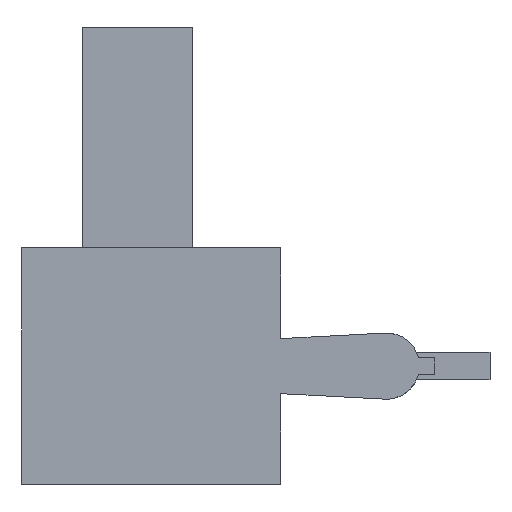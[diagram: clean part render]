
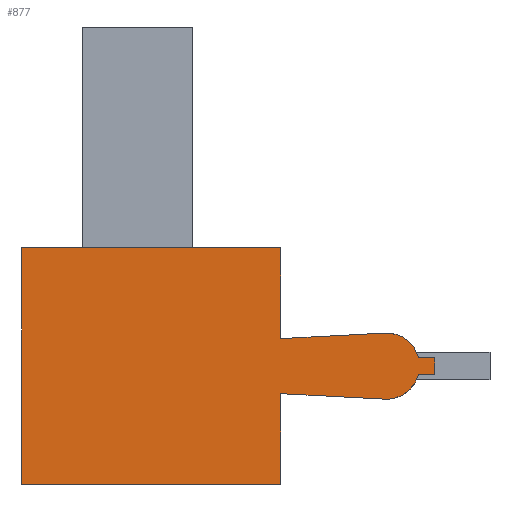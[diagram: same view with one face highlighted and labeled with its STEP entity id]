
A CAD part, left-side view. The second image highlights one B-rep face of the part: STEP entity #877.
In plain terms, the highlighted planar face has unit normal (-1, 0, 0).
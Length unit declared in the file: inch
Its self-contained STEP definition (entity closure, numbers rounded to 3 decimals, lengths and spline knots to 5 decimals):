
#19 = CARTESIAN_POINT ( 'NONE',  ( -0.24803, 0., 0.08465 ) ) ;
#25 = ORIENTED_EDGE ( 'NONE', *, *, #1269, .F. ) ;
#53 = EDGE_CURVE ( 'NONE', #716, #121, #915, .T. ) ;
#58 = VERTEX_POINT ( 'NONE', #922 ) ;
#64 = ORIENTED_EDGE ( 'NONE', *, *, #53, .F. ) ;
#74 = CARTESIAN_POINT ( 'NONE',  ( -0.24803, -0.07427, -0.02362 ) ) ;
#88 = VECTOR ( 'NONE', #1664, 39.37008 ) ;
#109 = EDGE_CURVE ( 'NONE', #152, #524, #1735, .T. ) ;
#121 = VERTEX_POINT ( 'NONE', #214 ) ;
#145 = PLANE ( 'NONE',  #1778 ) ;
#146 = VECTOR ( 'NONE', #766, 39.37008 ) ;
#152 = VERTEX_POINT ( 'NONE', #1274 ) ;
#156 = CARTESIAN_POINT ( 'NONE',  ( -0.24803, 0., -0.01969 ) ) ;
#170 = EDGE_CURVE ( 'NONE', #636, #535, #1127, .T. ) ;
#180 = AXIS2_PLACEMENT_3D ( 'NONE', #1728, #610, #225 ) ;
#214 = CARTESIAN_POINT ( 'NONE',  ( -0.24803, 0.18504, -0.08465 ) ) ;
#225 = DIRECTION ( 'NONE',  ( 0., 0., -1. ) ) ;
#288 = DIRECTION ( 'NONE',  ( 1., 0., 0. ) ) ;
#299 = LINE ( 'NONE', #1699, #1290 ) ;
#310 = VERTEX_POINT ( 'NONE', #968 ) ;
#444 = CARTESIAN_POINT ( 'NONE',  ( -0.24803, -0.11024, -0.00591 ) ) ;
#446 = VECTOR ( 'NONE', #1031, 39.37008 ) ;
#459 = DIRECTION ( 'NONE',  ( 0., 0., 1. ) ) ;
#466 = CARTESIAN_POINT ( 'NONE',  ( -0.24803, -0.11024, 0.00591 ) ) ;
#477 = CARTESIAN_POINT ( 'NONE',  ( -0.24803, -0.09843, 0.00591 ) ) ;
#505 = LINE ( 'NONE', #1360, #560 ) ;
#518 = EDGE_CURVE ( 'NONE', #58, #523, #1713, .T. ) ;
#523 = VERTEX_POINT ( 'NONE', #444 ) ;
#524 = VERTEX_POINT ( 'NONE', #1555 ) ;
#535 = VERTEX_POINT ( 'NONE', #156 ) ;
#538 = DIRECTION ( 'NONE',  ( 0., 0., -1. ) ) ;
#544 = LINE ( 'NONE', #1493, #1200 ) ;
#547 = LINE ( 'NONE', #19, #1071 ) ;
#560 = VECTOR ( 'NONE', #1196, 39.37008 ) ;
#575 = FACE_OUTER_BOUND ( 'NONE', #950, .T. ) ;
#610 = DIRECTION ( 'NONE',  ( 1., 0., 0. ) ) ;
#628 = ORIENTED_EDGE ( 'NONE', *, *, #691, .F. ) ;
#636 = VERTEX_POINT ( 'NONE', #74 ) ;
#677 = VERTEX_POINT ( 'NONE', #1309 ) ;
#691 = EDGE_CURVE ( 'NONE', #1343, #1785, #961, .T. ) ;
#704 = EDGE_CURVE ( 'NONE', #1785, #58, #1721, .T. ) ;
#716 = VERTEX_POINT ( 'NONE', #1109 ) ;
#721 = CARTESIAN_POINT ( 'NONE',  ( -0.24803, -0.09843, -0.00591 ) ) ;
#765 = EDGE_CURVE ( 'NONE', #535, #716, #544, .T. ) ;
#766 = DIRECTION ( 'NONE',  ( 0., -0.999, 0.053 ) ) ;
#781 = CARTESIAN_POINT ( 'NONE',  ( -0.24803, 0., -0.08465 ) ) ;
#786 = VECTOR ( 'NONE', #1724, 39.37008 ) ;
#795 = ORIENTED_EDGE ( 'NONE', *, *, #1711, .F. ) ;
#846 = CARTESIAN_POINT ( 'NONE',  ( -0.24803, -0.07552, 0. ) ) ;
#850 = ORIENTED_EDGE ( 'NONE', *, *, #765, .F. ) ;
#877 = ADVANCED_FACE ( 'NONE', ( #575 ), #145, .T. ) ;
#915 = LINE ( 'NONE', #781, #1625 ) ;
#922 = CARTESIAN_POINT ( 'NONE',  ( -0.24803, -0.11024, 0.00591 ) ) ;
#923 = ORIENTED_EDGE ( 'NONE', *, *, #704, .F. ) ;
#927 = CARTESIAN_POINT ( 'NONE',  ( -0.24803, -0.07552, 0.02366 ) ) ;
#950 = EDGE_LOOP ( 'NONE', ( #1371, #795, #64, #850, #1234, #1227, #25, #1611, #923, #628, #1137, #1268, #1709 ) ) ;
#961 = CIRCLE ( 'NONE', #180, 0.02366 ) ;
#968 = CARTESIAN_POINT ( 'NONE',  ( -0.24803, -0.09843, -0.00591 ) ) ;
#990 = AXIS2_PLACEMENT_3D ( 'NONE', #846, #1125, #538 ) ;
#1006 = CARTESIAN_POINT ( 'NONE',  ( -0.24803, 0.18504, 0.08465 ) ) ;
#1012 = EDGE_CURVE ( 'NONE', #677, #152, #505, .T. ) ;
#1031 = DIRECTION ( 'NONE',  ( 0., -1., 0. ) ) ;
#1063 = DIRECTION ( 'NONE',  ( 0., 1., 0. ) ) ;
#1071 = VECTOR ( 'NONE', #1640, 39.37008 ) ;
#1109 = CARTESIAN_POINT ( 'NONE',  ( -0.24803, 0., -0.08465 ) ) ;
#1112 = CARTESIAN_POINT ( 'NONE',  ( -0.24803, -0.07552, 0. ) ) ;
#1125 = DIRECTION ( 'NONE',  ( 1., 0., 0. ) ) ;
#1127 = LINE ( 'NONE', #1693, #88 ) ;
#1130 = DIRECTION ( 'NONE',  ( 0., 0., -1. ) ) ;
#1136 = DIRECTION ( 'NONE',  ( -1., 0., 0. ) ) ;
#1137 = ORIENTED_EDGE ( 'NONE', *, *, #1586, .F. ) ;
#1161 = LINE ( 'NONE', #721, #786 ) ;
#1196 = DIRECTION ( 'NONE',  ( 0., 0., -1. ) ) ;
#1200 = VECTOR ( 'NONE', #1525, 39.37008 ) ;
#1227 = ORIENTED_EDGE ( 'NONE', *, *, #1523, .F. ) ;
#1234 = ORIENTED_EDGE ( 'NONE', *, *, #170, .F. ) ;
#1244 = VERTEX_POINT ( 'NONE', #1413 ) ;
#1268 = ORIENTED_EDGE ( 'NONE', *, *, #109, .F. ) ;
#1269 = EDGE_CURVE ( 'NONE', #523, #310, #1161, .T. ) ;
#1274 = CARTESIAN_POINT ( 'NONE',  ( -0.24803, 0., 0.01969 ) ) ;
#1290 = VECTOR ( 'NONE', #1679, 39.37008 ) ;
#1309 = CARTESIAN_POINT ( 'NONE',  ( -0.24803, 0., 0.08465 ) ) ;
#1312 = CIRCLE ( 'NONE', #990, 0.02366 ) ;
#1343 = VERTEX_POINT ( 'NONE', #927 ) ;
#1360 = CARTESIAN_POINT ( 'NONE',  ( -0.24803, 0., 0.08465 ) ) ;
#1371 = ORIENTED_EDGE ( 'NONE', *, *, #1498, .F. ) ;
#1413 = CARTESIAN_POINT ( 'NONE',  ( -0.24803, 0.18504, 0.08465 ) ) ;
#1455 = CARTESIAN_POINT ( 'NONE',  ( -0.24803, 0., 0.01969 ) ) ;
#1493 = CARTESIAN_POINT ( 'NONE',  ( -0.24803, 0., 0.08465 ) ) ;
#1498 = EDGE_CURVE ( 'NONE', #1244, #677, #547, .T. ) ;
#1523 = EDGE_CURVE ( 'NONE', #310, #636, #1543, .T. ) ;
#1525 = DIRECTION ( 'NONE',  ( 0., 0., -1. ) ) ;
#1543 = CIRCLE ( 'NONE', #1770, 0.02366 ) ;
#1555 = CARTESIAN_POINT ( 'NONE',  ( -0.24803, -0.07427, 0.02362 ) ) ;
#1584 = CARTESIAN_POINT ( 'NONE',  ( -0.24803, -0.09843, 0.00591 ) ) ;
#1586 = EDGE_CURVE ( 'NONE', #524, #1343, #1312, .T. ) ;
#1611 = ORIENTED_EDGE ( 'NONE', *, *, #518, .F. ) ;
#1625 = VECTOR ( 'NONE', #1063, 39.37008 ) ;
#1628 = VECTOR ( 'NONE', #1130, 39.37008 ) ;
#1640 = DIRECTION ( 'NONE',  ( 0., -1., 0. ) ) ;
#1664 = DIRECTION ( 'NONE',  ( 0., 0.999, 0.053 ) ) ;
#1679 = DIRECTION ( 'NONE',  ( 0., 0., 1. ) ) ;
#1693 = CARTESIAN_POINT ( 'NONE',  ( -0.24803, -0.07427, -0.02362 ) ) ;
#1699 = CARTESIAN_POINT ( 'NONE',  ( -0.24803, 0.18504, 0.08465 ) ) ;
#1709 = ORIENTED_EDGE ( 'NONE', *, *, #1012, .F. ) ;
#1711 = EDGE_CURVE ( 'NONE', #121, #1244, #299, .T. ) ;
#1713 = LINE ( 'NONE', #466, #1628 ) ;
#1721 = LINE ( 'NONE', #477, #446 ) ;
#1724 = DIRECTION ( 'NONE',  ( 0., 1., 0. ) ) ;
#1728 = CARTESIAN_POINT ( 'NONE',  ( -0.24803, -0.07552, 0. ) ) ;
#1735 = LINE ( 'NONE', #1455, #146 ) ;
#1770 = AXIS2_PLACEMENT_3D ( 'NONE', #1112, #288, #1791 ) ;
#1778 = AXIS2_PLACEMENT_3D ( 'NONE', #1006, #1136, #459 ) ;
#1785 = VERTEX_POINT ( 'NONE', #1584 ) ;
#1791 = DIRECTION ( 'NONE',  ( 0., 0., -1. ) ) ;
